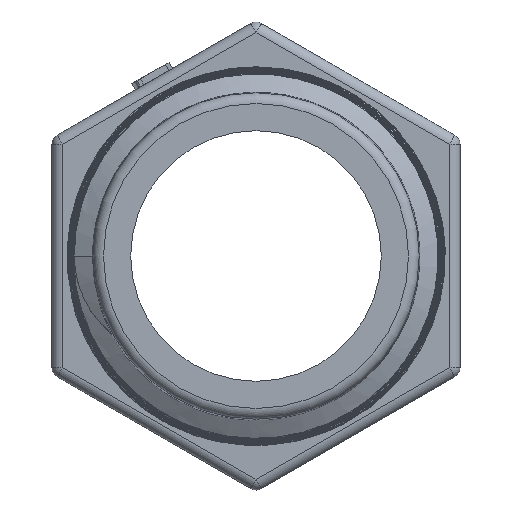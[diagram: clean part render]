
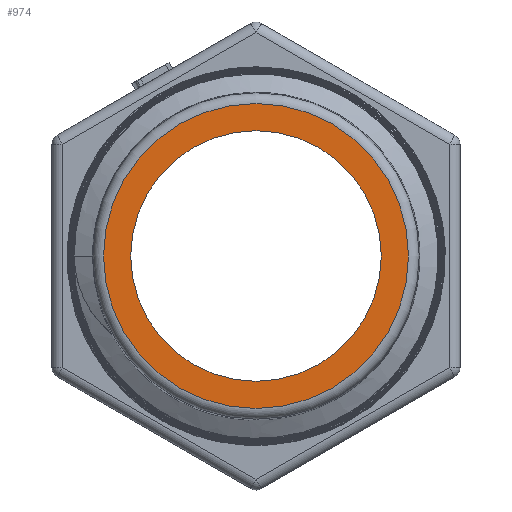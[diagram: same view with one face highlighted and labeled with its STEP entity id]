
A CAD part, left-side view. The second image highlights one B-rep face of the part: STEP entity #974.
In plain terms, the highlighted planar face has unit normal (-1, 0, 0).
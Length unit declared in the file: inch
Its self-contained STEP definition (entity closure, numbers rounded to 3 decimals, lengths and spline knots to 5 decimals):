
#200=PLANE($,#1053);
#254=FACE_BOUND($,#337,.T.);
#255=FACE_BOUND($,#338,.T.);
#337=EDGE_LOOP($,(#701));
#338=EDGE_LOOP($,(#702));
#410=CIRCLE($,#1049,0.42592);
#413=CIRCLE($,#1054,0.35);
#463=VERTEX_POINT($,#2004);
#471=VERTEX_POINT($,#2557);
#547=EDGE_CURVE($,#463,#463,#410,.T.);
#555=EDGE_CURVE($,#471,#471,#413,.T.);
#701=ORIENTED_EDGE($,*,*,#555,.T.);
#702=ORIENTED_EDGE($,*,*,#547,.F.);
#974=ADVANCED_FACE($,(#254,#255),#200,.T.);
#1049=AXIS2_PLACEMENT_3D($,#2005,#1169,#1170);
#1053=AXIS2_PLACEMENT_3D($,#2556,#1177,#1178);
#1054=AXIS2_PLACEMENT_3D($,#2558,#1179,#1180);
#1169=DIRECTION('center_axis',(1.,0.,0.));
#1170=DIRECTION('ref_axis',(0.,-1.,0.));
#1177=DIRECTION('center_axis',(-1.,0.,0.));
#1178=DIRECTION('ref_axis',(0.,0.,1.));
#1179=DIRECTION('center_axis',(1.,0.,0.));
#1180=DIRECTION('ref_axis',(0.,1.,0.));
#2004=CARTESIAN_POINT('',(-0.9,0.42592,0.));
#2005=CARTESIAN_POINT('Origin',(-0.9,0.,0.));
#2556=CARTESIAN_POINT('Origin',(-0.9,0.4025,0.));
#2557=CARTESIAN_POINT('',(-0.9,0.35,0.));
#2558=CARTESIAN_POINT('Origin',(-0.9,0.,0.));
